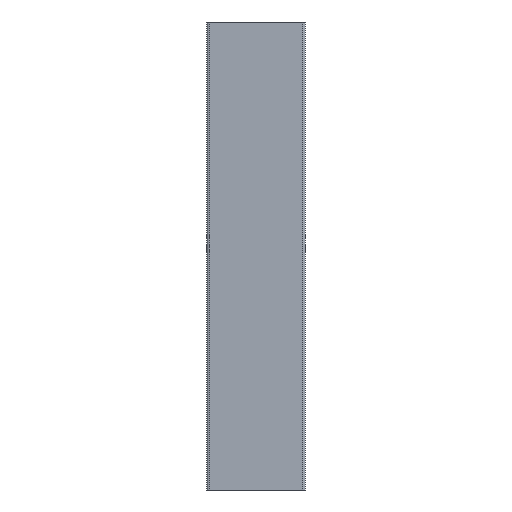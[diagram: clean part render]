
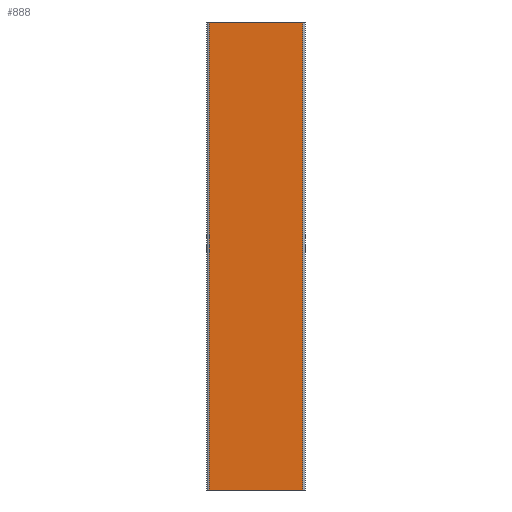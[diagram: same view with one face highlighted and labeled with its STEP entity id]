
A CAD part, front view. The second image highlights one B-rep face of the part: STEP entity #888.
In plain terms, the highlighted planar face has unit normal (0, -1, 0).
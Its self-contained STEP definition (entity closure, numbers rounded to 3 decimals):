
#15=LINE('',#1305,#107);
#58=LINE('',#1461,#150);
#63=LINE('',#1479,#155);
#65=LINE('',#1482,#157);
#107=VECTOR('',#1034,20.);
#150=VECTOR('',#1149,20.);
#155=VECTOR('',#1164,100.);
#157=VECTOR('',#1168,100.);
#201=PLANE('',#979);
#234=FACE_OUTER_BOUND('',#286,.T.);
#286=EDGE_LOOP('',(#691,#692,#693,#694));
#374=VERTEX_POINT('',#1302);
#375=VERTEX_POINT('',#1304);
#418=VERTEX_POINT('',#1391);
#452=VERTEX_POINT('',#1459);
#464=EDGE_CURVE('',#374,#375,#15,.T.);
#542=EDGE_CURVE('',#418,#452,#58,.T.);
#551=EDGE_CURVE('',#374,#418,#63,.T.);
#553=EDGE_CURVE('',#375,#452,#65,.T.);
#691=ORIENTED_EDGE('',*,*,#542,.T.);
#692=ORIENTED_EDGE('',*,*,#553,.F.);
#693=ORIENTED_EDGE('',*,*,#464,.F.);
#694=ORIENTED_EDGE('',*,*,#551,.T.);
#888=ADVANCED_FACE('',(#234),#201,.F.);
#979=AXIS2_PLACEMENT_3D('',#1481,#1166,#1167);
#1034=DIRECTION('',(1.,0.,0.));
#1149=DIRECTION('',(1.,0.,0.));
#1164=DIRECTION('',(0.,0.,-1.));
#1166=DIRECTION('center_axis',(0.,1.,0.));
#1167=DIRECTION('ref_axis',(0.,0.,1.));
#1168=DIRECTION('',(0.,0.,-1.));
#1302=CARTESIAN_POINT('',(-5.5,-6.,0.));
#1304=CARTESIAN_POINT('',(14.5,-6.,0.));
#1305=CARTESIAN_POINT('',(-5.5,-6.,0.));
#1391=CARTESIAN_POINT('',(-5.5,-6.,-100.));
#1459=CARTESIAN_POINT('',(14.5,-6.,-100.));
#1461=CARTESIAN_POINT('',(-5.5,-6.,-100.));
#1479=CARTESIAN_POINT('',(-5.5,-6.,0.));
#1481=CARTESIAN_POINT('Origin',(15.5,-6.,-105.));
#1482=CARTESIAN_POINT('',(14.5,-6.,0.));
